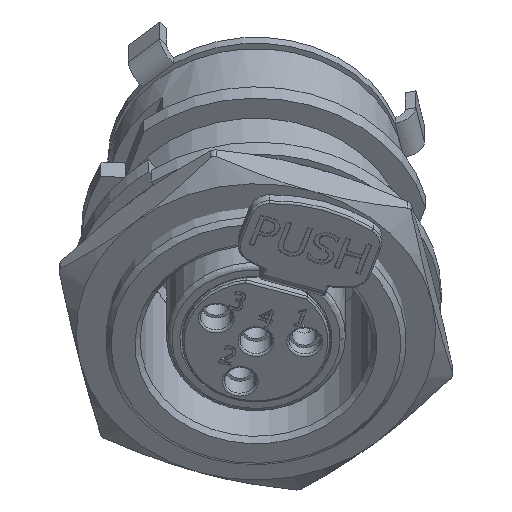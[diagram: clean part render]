
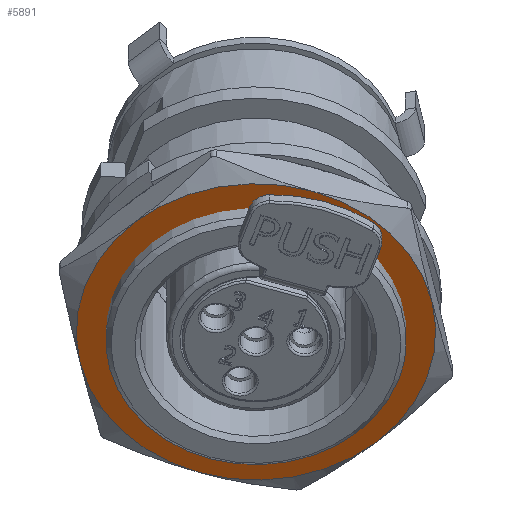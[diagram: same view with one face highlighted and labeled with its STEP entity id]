
A CAD part, top view. The second image highlights one B-rep face of the part: STEP entity #5891.
In plain terms, the highlighted planar face has unit normal (0, -0.568, 0.823).
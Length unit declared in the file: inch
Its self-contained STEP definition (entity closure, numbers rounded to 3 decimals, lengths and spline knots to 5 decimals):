
#467=FACE_BOUND('',#1031,.T.);
#722=FACE_OUTER_BOUND('',#1030,.T.);
#1030=EDGE_LOOP('',(#5221,#5222,#5223,#5224,#5225,#5226));
#1031=EDGE_LOOP('',(#5227));
#1322=CIRCLE('',#7755,0.33465);
#1323=CIRCLE('',#7757,0.33465);
#1324=CIRCLE('',#7759,0.33465);
#1325=CIRCLE('',#7761,0.33465);
#1326=CIRCLE('',#7763,0.33465);
#1327=CIRCLE('',#7765,0.33465);
#1334=CIRCLE('',#7787,0.27264);
#2287=VERTEX_POINT('',#13487);
#2289=VERTEX_POINT('',#13502);
#2291=VERTEX_POINT('',#13509);
#2294=VERTEX_POINT('',#13530);
#2297=VERTEX_POINT('',#13554);
#2300=VERTEX_POINT('',#13575);
#2322=VERTEX_POINT('',#13755);
#3481=EDGE_CURVE('',#2287,#2289,#1322,.T.);
#3485=EDGE_CURVE('',#2291,#2287,#1323,.T.);
#3489=EDGE_CURVE('',#2294,#2291,#1324,.T.);
#3491=EDGE_CURVE('',#2297,#2294,#1325,.T.);
#3495=EDGE_CURVE('',#2300,#2297,#1326,.T.);
#3499=EDGE_CURVE('',#2289,#2300,#1327,.T.);
#3535=EDGE_CURVE('',#2322,#2322,#1334,.T.);
#5221=ORIENTED_EDGE('',*,*,#3499,.T.);
#5222=ORIENTED_EDGE('',*,*,#3495,.T.);
#5223=ORIENTED_EDGE('',*,*,#3491,.T.);
#5224=ORIENTED_EDGE('',*,*,#3489,.T.);
#5225=ORIENTED_EDGE('',*,*,#3485,.T.);
#5226=ORIENTED_EDGE('',*,*,#3481,.T.);
#5227=ORIENTED_EDGE('',*,*,#3535,.F.);
#5375=PLANE('',#7786);
#5891=ADVANCED_FACE('',(#722,#467),#5375,.F.);
#7755=AXIS2_PLACEMENT_3D('',#13506,#9470,#9471);
#7757=AXIS2_PLACEMENT_3D('',#13527,#9474,#9475);
#7759=AXIS2_PLACEMENT_3D('',#13548,#9478,#9479);
#7761=AXIS2_PLACEMENT_3D('',#13555,#9482,#9483);
#7763=AXIS2_PLACEMENT_3D('',#13576,#9486,#9487);
#7765=AXIS2_PLACEMENT_3D('',#13596,#9490,#9491);
#7786=AXIS2_PLACEMENT_3D('',#13754,#9541,#9542);
#7787=AXIS2_PLACEMENT_3D('',#13756,#9543,#9544);
#9470=DIRECTION('center_axis',(0.,-0.568,
0.823));
#9471=DIRECTION('ref_axis',(0.979,0.17,0.117));
#9474=DIRECTION('center_axis',(0.,-0.568,
0.823));
#9475=DIRECTION('ref_axis',(0.979,0.17,0.117));
#9478=DIRECTION('center_axis',(0.,-0.568,
0.823));
#9479=DIRECTION('ref_axis',(0.979,0.17,0.117));
#9482=DIRECTION('center_axis',(0.,-0.568,
0.823));
#9483=DIRECTION('ref_axis',(0.979,0.17,0.117));
#9486=DIRECTION('center_axis',(0.,-0.568,
0.823));
#9487=DIRECTION('ref_axis',(0.979,0.17,0.117));
#9490=DIRECTION('center_axis',(0.,-0.568,
0.823));
#9491=DIRECTION('ref_axis',(0.979,0.17,0.117));
#9541=DIRECTION('center_axis',(0.,0.568,-0.823));
#9542=DIRECTION('ref_axis',(0.979,0.17,0.117));
#9543=DIRECTION('center_axis',(0.,-0.568,
0.823));
#9544=DIRECTION('ref_axis',(-0.979,-0.17,-0.117));
#13487=CARTESIAN_POINT('',(0.12384,-0.36491,0.47598));
#13502=CARTESIAN_POINT('',(0.45129,-0.30811,0.51518));
#13506=CARTESIAN_POINT('Origin',(0.2278,-0.10312,0.65666));
#13509=CARTESIAN_POINT('',(-0.09965,-0.15992,0.61746));
#13527=CARTESIAN_POINT('Origin',(0.2278,-0.10312,0.65666));
#13530=CARTESIAN_POINT('',(0.0043,0.10188,0.79813));
#13548=CARTESIAN_POINT('Origin',(0.2278,-0.10312,0.65666));
#13554=CARTESIAN_POINT('',(0.33175,0.15868,0.83734));
#13555=CARTESIAN_POINT('Origin',(0.2278,-0.10312,0.65666));
#13575=CARTESIAN_POINT('',(0.55525,-0.04631,0.69586));
#13576=CARTESIAN_POINT('Origin',(0.2278,-0.10312,0.65666));
#13596=CARTESIAN_POINT('Origin',(0.2278,-0.10312,0.65666));
#13754=CARTESIAN_POINT('Origin',(0.2278,-0.10312,0.65666));
#13755=CARTESIAN_POINT('',(0.49458,-0.05684,0.6886));
#13756=CARTESIAN_POINT('Origin',(0.2278,-0.10312,0.65666));
